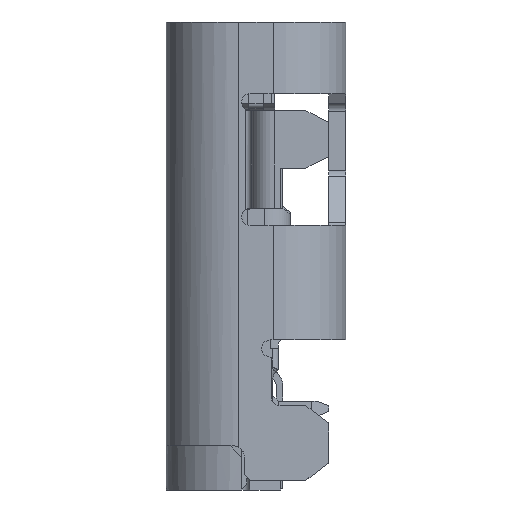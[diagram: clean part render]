
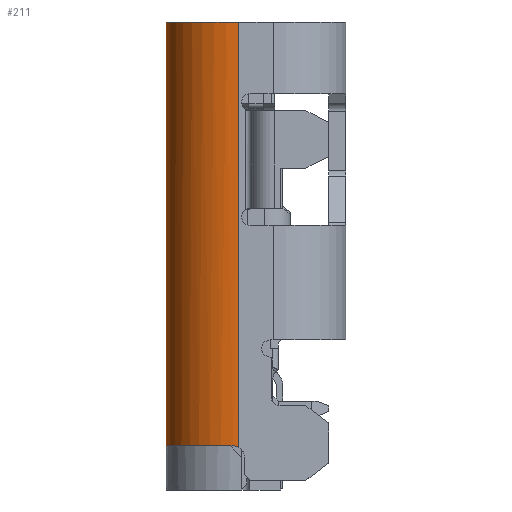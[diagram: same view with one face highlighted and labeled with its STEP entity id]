
A CAD part, left-side view. The second image highlights one B-rep face of the part: STEP entity #211.
In plain terms, the highlighted cylindrical face has radius 1.27 mm (diameter 2.54 mm), a partial arc.
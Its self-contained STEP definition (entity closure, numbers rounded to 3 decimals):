
#211=ADVANCED_FACE('NONE',(#1271),#1272,.T.);
#1271=FACE_OUTER_BOUND('',#3086,.T.);
#1272=CYLINDRICAL_SURFACE('',#3087,1.27);
#3086=EDGE_LOOP('',(#6862,#6863,#6864,#6865,#6866));
#3087=AXIS2_PLACEMENT_3D('',#6867,#6868,#6869);
#6862=ORIENTED_EDGE('',*,*,#13521,.F.);
#6863=ORIENTED_EDGE('',*,*,#13523,.T.);
#6864=ORIENTED_EDGE('',*,*,#13357,.T.);
#6865=ORIENTED_EDGE('',*,*,#13516,.F.);
#6866=ORIENTED_EDGE('',*,*,#13083,.F.);
#6867=CARTESIAN_POINT('',(-3.2,0.3,23.577));
#6868=DIRECTION('',(0.0,0.,1.0));
#6869=DIRECTION('',(-1.0,0.0,0.0));
#13083=EDGE_CURVE('NONE',#15539,#15743,#15744,.T.);
#13357=EDGE_CURVE('NONE',#16211,#16205,#16212,.T.);
#13516=EDGE_CURVE('NONE',#15743,#16205,#16463,.T.);
#13521=EDGE_CURVE('NONE',#16470,#15539,#16472,.T.);
#13523=EDGE_CURVE('NONE',#16470,#16211,#16474,.T.);
#15539=VERTEX_POINT('NONE',#19674);
#15743=VERTEX_POINT('NONE',#19962);
#15744=LINE('',#19963,#19964);
#16205=VERTEX_POINT('NONE',#20730);
#16211=VERTEX_POINT('NONE',#20741);
#16212=LINE('',#20742,#20743);
#16463=CIRCLE('',#21201,1.27);
#16470=VERTEX_POINT('NONE',#21209);
#16472=CIRCLE('',#21214,1.27);
#16474=B_SPLINE_CURVE_WITH_KNOTS('',3,(#21227,#21228,#21229,#21230),.UNSPECIFIED.,.F.,.F.,(4,4),(0.0,1.0),.UNSPECIFIED.);
#19674=CARTESIAN_POINT('',(-3.2,1.57,-2.7));
#19962=CARTESIAN_POINT('',(-3.2,1.57,4.7));
#19963=CARTESIAN_POINT('',(-3.2,1.57,-3.3));
#19964=VECTOR('',#26736,1000.0);
#20730=CARTESIAN_POINT('',(-4.47,0.3,4.7));
#20741=CARTESIAN_POINT('',(-4.47,0.3,-2.727));
#20742=CARTESIAN_POINT('',(-4.47,0.3,-3.3));
#20743=VECTOR('',#27068,1000.0);
#21201=AXIS2_PLACEMENT_3D('',#27285,#27286,#27287);
#21209=CARTESIAN_POINT('',(-4.466,0.4,-2.7));
#21214=AXIS2_PLACEMENT_3D('',#27295,#27296,#27297);
#21227=CARTESIAN_POINT('',(-4.466,0.4,-2.7));
#21228=CARTESIAN_POINT('',(-4.469,0.357,-2.702));
#21229=CARTESIAN_POINT('',(-4.47,0.335,-2.708));
#21230=CARTESIAN_POINT('',(-4.47,0.3,-2.727));
#26736=DIRECTION('',(0.0,0.0,1.0));
#27068=DIRECTION('',(0.,0.,1.0));
#27285=CARTESIAN_POINT('',(-3.2,0.3,4.7));
#27286=DIRECTION('',(0.,0.,1.0));
#27287=DIRECTION('',(-1.0,0.,0.));
#27295=CARTESIAN_POINT('',(-3.2,0.3,-2.7));
#27296=DIRECTION('',(0.,0.,-1.0));
#27297=DIRECTION('',(-1.0,0.0,0.));
